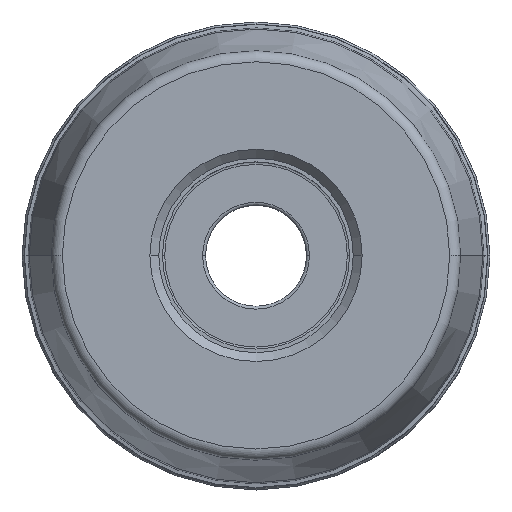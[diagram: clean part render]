
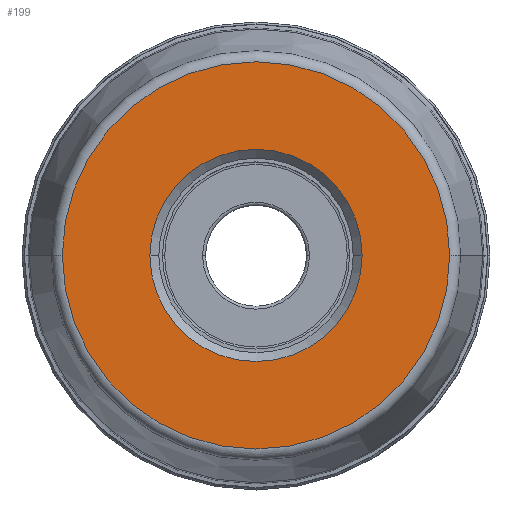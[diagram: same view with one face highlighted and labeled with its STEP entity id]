
A CAD part, top view. The second image highlights one B-rep face of the part: STEP entity #199.
In plain terms, the highlighted planar face has unit normal (0, 0, 1).
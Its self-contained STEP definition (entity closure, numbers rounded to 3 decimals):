
#28=PLANE('',#1913);
#34=FACE_BOUND('',#403,.T.);
#35=FACE_BOUND('',#404,.T.);
#199=ADVANCED_FACE('',(#34,#35),#28,.F.);
#403=EDGE_LOOP('',(#691,#692,#693,#694));
#404=EDGE_LOOP('',(#695,#696,#697,#698));
#691=ORIENTED_EDGE('',*,*,#1207,.F.);
#692=ORIENTED_EDGE('',*,*,#1205,.F.);
#693=ORIENTED_EDGE('',*,*,#1204,.T.);
#694=ORIENTED_EDGE('',*,*,#1208,.T.);
#695=ORIENTED_EDGE('',*,*,#1209,.T.);
#696=ORIENTED_EDGE('',*,*,#1210,.T.);
#697=ORIENTED_EDGE('',*,*,#1211,.T.);
#698=ORIENTED_EDGE('',*,*,#1212,.T.);
#1000=VERTEX_POINT('',#3767);
#1001=VERTEX_POINT('',#3769);
#1002=VERTEX_POINT('',#3771);
#1003=VERTEX_POINT('',#3775);
#1004=VERTEX_POINT('',#3779);
#1005=VERTEX_POINT('',#3780);
#1006=VERTEX_POINT('',#3782);
#1007=VERTEX_POINT('',#3784);
#1204=EDGE_CURVE('',#1001,#1000,#1459,.T.);
#1205=EDGE_CURVE('',#1001,#1002,#1460,.T.);
#1207=EDGE_CURVE('',#1002,#1003,#1462,.T.);
#1208=EDGE_CURVE('',#1000,#1003,#1463,.T.);
#1209=EDGE_CURVE('',#1004,#1005,#1464,.T.);
#1210=EDGE_CURVE('',#1005,#1006,#1465,.T.);
#1211=EDGE_CURVE('',#1006,#1007,#1466,.T.);
#1212=EDGE_CURVE('',#1007,#1004,#1467,.T.);
#1459=CIRCLE('',#1902,26.281);
#1460=CIRCLE('',#1903,26.281);
#1462=CIRCLE('',#1906,26.281);
#1463=CIRCLE('',#1907,26.281);
#1464=CIRCLE('',#1909,14.4);
#1465=CIRCLE('',#1910,14.4);
#1466=CIRCLE('',#1911,14.4);
#1467=CIRCLE('',#1912,14.4);
#1902=AXIS2_PLACEMENT_3D('',#3768,#2340,#2341);
#1903=AXIS2_PLACEMENT_3D('',#3770,#2342,#2343);
#1906=AXIS2_PLACEMENT_3D('',#3774,#2348,#2349);
#1907=AXIS2_PLACEMENT_3D('',#3776,#2350,#2351);
#1909=AXIS2_PLACEMENT_3D('',#3778,#2354,#2355);
#1910=AXIS2_PLACEMENT_3D('',#3781,#2356,#2357);
#1911=AXIS2_PLACEMENT_3D('',#3783,#2358,#2359);
#1912=AXIS2_PLACEMENT_3D('',#3785,#2360,#2361);
#1913=AXIS2_PLACEMENT_3D('',#3786,#2362,#2363);
#2340=DIRECTION('',(0.,0.,1.));
#2341=DIRECTION('',(1.,0.,0.));
#2342=DIRECTION('',(0.,0.,-1.));
#2343=DIRECTION('',(-1.,0.,0.));
#2348=DIRECTION('',(0.,0.,-1.));
#2349=DIRECTION('',(-1.,0.,0.));
#2350=DIRECTION('',(0.,0.,1.));
#2351=DIRECTION('',(1.,0.,0.));
#2354=DIRECTION('',(0.,0.,-1.));
#2355=DIRECTION('',(0.,-1.,0.));
#2356=DIRECTION('',(0.,0.,-1.));
#2357=DIRECTION('',(-1.,0.,0.));
#2358=DIRECTION('',(0.,0.,-1.));
#2359=DIRECTION('',(0.,1.,0.));
#2360=DIRECTION('',(0.,0.,-1.));
#2361=DIRECTION('',(1.,0.,0.));
#2362=DIRECTION('',(0.,0.,-1.));
#2363=DIRECTION('',(1.,0.,0.));
#3767=CARTESIAN_POINT('',(26.281,0.,0.));
#3768=CARTESIAN_POINT('',(0.,0.,0.));
#3769=CARTESIAN_POINT('',(26.281,-0.021,0.));
#3770=CARTESIAN_POINT('',(0.,0.,0.));
#3771=CARTESIAN_POINT('',(-26.281,0.,0.));
#3774=CARTESIAN_POINT('',(0.,0.,0.));
#3775=CARTESIAN_POINT('',(-26.281,0.021,0.));
#3776=CARTESIAN_POINT('',(0.,0.,0.));
#3778=CARTESIAN_POINT('',(0.,0.,0.));
#3779=CARTESIAN_POINT('',(0.,-14.4,0.));
#3780=CARTESIAN_POINT('',(-14.4,0.,0.));
#3781=CARTESIAN_POINT('',(0.,0.,0.));
#3782=CARTESIAN_POINT('',(0.,14.4,0.));
#3783=CARTESIAN_POINT('',(0.,0.,0.));
#3784=CARTESIAN_POINT('',(14.4,0.,0.));
#3785=CARTESIAN_POINT('',(0.,0.,0.));
#3786=CARTESIAN_POINT('',(0.,0.,0.));
